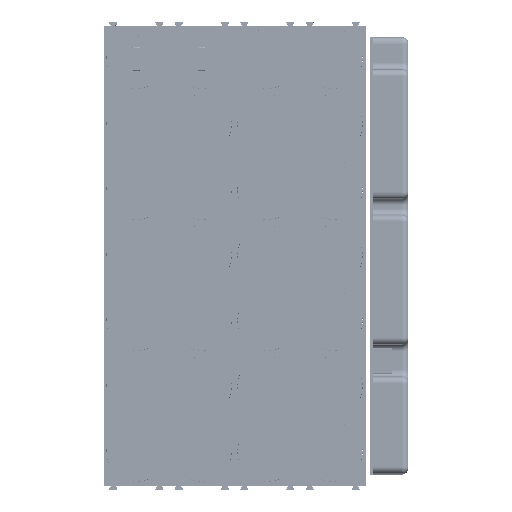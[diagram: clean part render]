
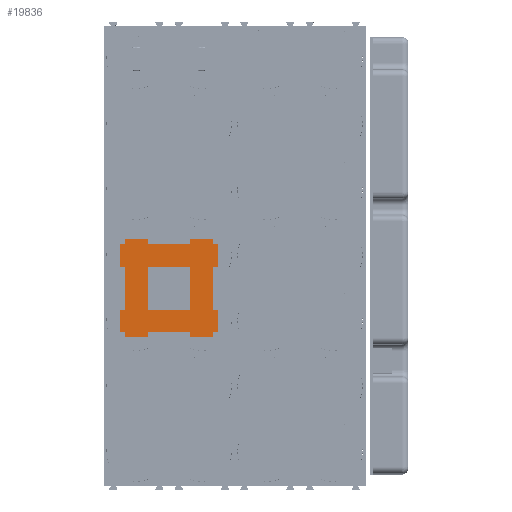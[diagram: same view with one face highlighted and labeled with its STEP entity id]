
A CAD part, top view. The second image highlights one B-rep face of the part: STEP entity #19836.
In plain terms, the highlighted planar face has unit normal (0, 0, 1).
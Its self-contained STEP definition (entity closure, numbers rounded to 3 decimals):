
#908=LINE('',#36583,#1549);
#912=LINE('',#36591,#1553);
#915=LINE('',#36597,#1556);
#918=LINE('',#36604,#1559);
#922=LINE('',#36612,#1563);
#925=LINE('',#36618,#1566);
#928=LINE('',#36624,#1569);
#931=LINE('',#36630,#1572);
#934=LINE('',#36636,#1575);
#937=LINE('',#36642,#1578);
#940=LINE('',#36648,#1581);
#943=LINE('',#36654,#1584);
#946=LINE('',#36660,#1587);
#949=LINE('',#36666,#1590);
#952=LINE('',#36672,#1593);
#955=LINE('',#36678,#1596);
#958=LINE('',#36684,#1599);
#961=LINE('',#36690,#1602);
#964=LINE('',#36696,#1605);
#967=LINE('',#36702,#1608);
#970=LINE('',#36708,#1611);
#973=LINE('',#36714,#1614);
#976=LINE('',#36720,#1617);
#979=LINE('',#36726,#1620);
#982=LINE('',#36732,#1623);
#985=LINE('',#36738,#1626);
#988=LINE('',#36744,#1629);
#991=LINE('',#36750,#1632);
#994=LINE('',#36756,#1635);
#997=LINE('',#36762,#1638);
#999=LINE('',#36765,#1640);
#1001=LINE('',#36768,#1642);
#1549=VECTOR('',#28243,1000.);
#1553=VECTOR('',#28249,1000.);
#1556=VECTOR('',#28254,1000.);
#1559=VECTOR('',#28259,1000.);
#1563=VECTOR('',#28265,1000.);
#1566=VECTOR('',#28270,1000.);
#1569=VECTOR('',#28275,1000.);
#1572=VECTOR('',#28280,1000.);
#1575=VECTOR('',#28285,1000.);
#1578=VECTOR('',#28290,1000.);
#1581=VECTOR('',#28295,1000.);
#1584=VECTOR('',#28300,1000.);
#1587=VECTOR('',#28305,1000.);
#1590=VECTOR('',#28310,1000.);
#1593=VECTOR('',#28315,1000.);
#1596=VECTOR('',#28320,1000.);
#1599=VECTOR('',#28325,1000.);
#1602=VECTOR('',#28330,1000.);
#1605=VECTOR('',#28335,1000.);
#1608=VECTOR('',#28340,1000.);
#1611=VECTOR('',#28345,1000.);
#1614=VECTOR('',#28350,1000.);
#1617=VECTOR('',#28355,1000.);
#1620=VECTOR('',#28360,1000.);
#1623=VECTOR('',#28365,1000.);
#1626=VECTOR('',#28370,1000.);
#1629=VECTOR('',#28375,1000.);
#1632=VECTOR('',#28380,1000.);
#1635=VECTOR('',#28385,1000.);
#1638=VECTOR('',#28390,1000.);
#1640=VECTOR('',#28394,1000.);
#1642=VECTOR('',#28398,1000.);
#15750=PLANE('',#21932);
#16926=ORIENTED_EDGE('',*,*,#17655,.T.);
#16927=ORIENTED_EDGE('',*,*,#17659,.T.);
#16928=ORIENTED_EDGE('',*,*,#17662,.T.);
#16929=ORIENTED_EDGE('',*,*,#17665,.T.);
#16930=ORIENTED_EDGE('',*,*,#17668,.T.);
#16931=ORIENTED_EDGE('',*,*,#17671,.T.);
#16932=ORIENTED_EDGE('',*,*,#17674,.T.);
#16933=ORIENTED_EDGE('',*,*,#17677,.T.);
#16934=ORIENTED_EDGE('',*,*,#17680,.T.);
#16935=ORIENTED_EDGE('',*,*,#17683,.T.);
#16936=ORIENTED_EDGE('',*,*,#17686,.T.);
#16937=ORIENTED_EDGE('',*,*,#17689,.T.);
#16938=ORIENTED_EDGE('',*,*,#17692,.T.);
#16939=ORIENTED_EDGE('',*,*,#17695,.T.);
#16940=ORIENTED_EDGE('',*,*,#17698,.T.);
#16941=ORIENTED_EDGE('',*,*,#17701,.T.);
#16942=ORIENTED_EDGE('',*,*,#17704,.T.);
#16943=ORIENTED_EDGE('',*,*,#17707,.T.);
#16944=ORIENTED_EDGE('',*,*,#17710,.T.);
#16945=ORIENTED_EDGE('',*,*,#17713,.T.);
#16946=ORIENTED_EDGE('',*,*,#17716,.T.);
#16947=ORIENTED_EDGE('',*,*,#17719,.T.);
#16948=ORIENTED_EDGE('',*,*,#17722,.T.);
#16949=ORIENTED_EDGE('',*,*,#17725,.T.);
#16950=ORIENTED_EDGE('',*,*,#17728,.T.);
#16951=ORIENTED_EDGE('',*,*,#17731,.T.);
#16952=ORIENTED_EDGE('',*,*,#17734,.T.);
#16953=ORIENTED_EDGE('',*,*,#17736,.T.);
#16954=ORIENTED_EDGE('',*,*,#17645,.T.);
#16955=ORIENTED_EDGE('',*,*,#17649,.T.);
#16956=ORIENTED_EDGE('',*,*,#17652,.T.);
#16957=ORIENTED_EDGE('',*,*,#17738,.T.);
#17645=EDGE_CURVE('',#18135,#18134,#908,.T.);
#17649=EDGE_CURVE('',#18134,#18137,#912,.T.);
#17652=EDGE_CURVE('',#18137,#18139,#915,.T.);
#17655=EDGE_CURVE('',#18143,#18142,#918,.T.);
#17659=EDGE_CURVE('',#18142,#18145,#922,.T.);
#17662=EDGE_CURVE('',#18145,#18147,#925,.T.);
#17665=EDGE_CURVE('',#18147,#18149,#928,.T.);
#17668=EDGE_CURVE('',#18149,#18151,#931,.T.);
#17671=EDGE_CURVE('',#18151,#18153,#934,.T.);
#17674=EDGE_CURVE('',#18153,#18155,#937,.T.);
#17677=EDGE_CURVE('',#18155,#18157,#940,.T.);
#17680=EDGE_CURVE('',#18157,#18159,#943,.T.);
#17683=EDGE_CURVE('',#18159,#18161,#946,.T.);
#17686=EDGE_CURVE('',#18161,#18163,#949,.T.);
#17689=EDGE_CURVE('',#18163,#18165,#952,.T.);
#17692=EDGE_CURVE('',#18165,#18167,#955,.T.);
#17695=EDGE_CURVE('',#18167,#18169,#958,.T.);
#17698=EDGE_CURVE('',#18169,#18171,#961,.T.);
#17701=EDGE_CURVE('',#18171,#18173,#964,.T.);
#17704=EDGE_CURVE('',#18173,#18175,#967,.T.);
#17707=EDGE_CURVE('',#18175,#18177,#970,.T.);
#17710=EDGE_CURVE('',#18177,#18179,#973,.T.);
#17713=EDGE_CURVE('',#18179,#18181,#976,.T.);
#17716=EDGE_CURVE('',#18181,#18183,#979,.T.);
#17719=EDGE_CURVE('',#18183,#18185,#982,.T.);
#17722=EDGE_CURVE('',#18185,#18187,#985,.T.);
#17725=EDGE_CURVE('',#18187,#18189,#988,.T.);
#17728=EDGE_CURVE('',#18189,#18191,#991,.T.);
#17731=EDGE_CURVE('',#18191,#18193,#994,.T.);
#17734=EDGE_CURVE('',#18193,#18195,#997,.T.);
#17736=EDGE_CURVE('',#18195,#18143,#999,.T.);
#17738=EDGE_CURVE('',#18139,#18135,#1001,.T.);
#18134=VERTEX_POINT('',#36582);
#18135=VERTEX_POINT('',#36584);
#18137=VERTEX_POINT('',#36590);
#18139=VERTEX_POINT('',#36596);
#18142=VERTEX_POINT('',#36603);
#18143=VERTEX_POINT('',#36605);
#18145=VERTEX_POINT('',#36611);
#18147=VERTEX_POINT('',#36617);
#18149=VERTEX_POINT('',#36623);
#18151=VERTEX_POINT('',#36629);
#18153=VERTEX_POINT('',#36635);
#18155=VERTEX_POINT('',#36641);
#18157=VERTEX_POINT('',#36647);
#18159=VERTEX_POINT('',#36653);
#18161=VERTEX_POINT('',#36659);
#18163=VERTEX_POINT('',#36665);
#18165=VERTEX_POINT('',#36671);
#18167=VERTEX_POINT('',#36677);
#18169=VERTEX_POINT('',#36683);
#18171=VERTEX_POINT('',#36689);
#18173=VERTEX_POINT('',#36695);
#18175=VERTEX_POINT('',#36701);
#18177=VERTEX_POINT('',#36707);
#18179=VERTEX_POINT('',#36713);
#18181=VERTEX_POINT('',#36719);
#18183=VERTEX_POINT('',#36725);
#18185=VERTEX_POINT('',#36731);
#18187=VERTEX_POINT('',#36737);
#18189=VERTEX_POINT('',#36743);
#18191=VERTEX_POINT('',#36749);
#18193=VERTEX_POINT('',#36755);
#18195=VERTEX_POINT('',#36761);
#18692=EDGE_LOOP('',(#16926,#16927,#16928,#16929,#16930,#16931,#16932,#16933,
#16934,#16935,#16936,#16937,#16938,#16939,#16940,#16941,#16942,#16943,#16944,
#16945,#16946,#16947,#16948,#16949,#16950,#16951,#16952,#16953));
#18693=EDGE_LOOP('',(#16954,#16955,#16956,#16957));
#19000=FACE_BOUND('',#18692,.T.);
#19001=FACE_BOUND('',#18693,.T.);
#19836=ADVANCED_FACE('',(#19000,#19001),#15750,.F.);
#21932=AXIS2_PLACEMENT_3D('',#36769,#28399,#28400);
#28243=DIRECTION('',(0.,1.,0.));
#28249=DIRECTION('',(1.,0.,0.));
#28254=DIRECTION('',(0.,-1.,0.));
#28259=DIRECTION('',(0.,1.,0.));
#28265=DIRECTION('',(1.,0.,0.));
#28270=DIRECTION('',(0.,1.,0.));
#28275=DIRECTION('',(-1.,0.,0.));
#28280=DIRECTION('',(0.,1.,0.));
#28285=DIRECTION('',(1.,0.,0.));
#28290=DIRECTION('',(0.,1.,0.));
#28295=DIRECTION('',(-1.,0.,0.));
#28300=DIRECTION('',(0.,1.,0.));
#28305=DIRECTION('',(-1.,0.,0.));
#28310=DIRECTION('',(0.,-1.,0.));
#28315=DIRECTION('',(-1.,0.,0.));
#28320=DIRECTION('',(0.,1.,0.));
#28325=DIRECTION('',(-1.,0.,0.));
#28330=DIRECTION('',(0.,-1.,0.));
#28335=DIRECTION('',(-1.,0.,0.));
#28340=DIRECTION('',(0.,-1.,0.));
#28345=DIRECTION('',(1.,0.,0.));
#28350=DIRECTION('',(0.,-1.,0.));
#28355=DIRECTION('',(-1.,0.,0.));
#28360=DIRECTION('',(0.,-1.,0.));
#28365=DIRECTION('',(1.,0.,0.));
#28370=DIRECTION('',(0.,-1.,0.));
#28375=DIRECTION('',(1.,0.,0.));
#28380=DIRECTION('',(0.,1.,0.));
#28385=DIRECTION('',(1.,0.,0.));
#28390=DIRECTION('',(0.,-1.,0.));
#28394=DIRECTION('',(1.,0.,0.));
#28398=DIRECTION('',(-1.,0.,0.));
#28399=DIRECTION('',(0.,0.,-1.));
#28400=DIRECTION('',(-1.,0.,0.));
#36582=CARTESIAN_POINT('',(8.5,0.,0.2));
#36583=CARTESIAN_POINT('',(8.5,-13.25,0.2));
#36584=CARTESIAN_POINT('',(8.5,-13.25,0.2));
#36590=CARTESIAN_POINT('',(21.75,0.,0.2));
#36591=CARTESIAN_POINT('',(8.5,0.,0.2));
#36596=CARTESIAN_POINT('',(21.75,-13.25,0.2));
#36597=CARTESIAN_POINT('',(21.75,0.,0.2));
#36603=CARTESIAN_POINT('',(28.75,-20.25,0.2));
#36604=CARTESIAN_POINT('',(28.75,-21.75,0.2));
#36605=CARTESIAN_POINT('',(28.75,-21.75,0.2));
#36611=CARTESIAN_POINT('',(30.25,-20.25,0.2));
#36612=CARTESIAN_POINT('',(28.75,-20.25,0.2));
#36617=CARTESIAN_POINT('',(30.25,-13.25,0.2));
#36618=CARTESIAN_POINT('',(30.25,-20.25,0.2));
#36623=CARTESIAN_POINT('',(28.75,-13.25,0.2));
#36624=CARTESIAN_POINT('',(30.25,-13.25,0.2));
#36629=CARTESIAN_POINT('',(28.75,0.,0.2));
#36630=CARTESIAN_POINT('',(28.75,-13.25,0.2));
#36635=CARTESIAN_POINT('',(30.25,0.,0.2));
#36636=CARTESIAN_POINT('',(28.75,0.,0.2));
#36641=CARTESIAN_POINT('',(30.25,7.,0.2));
#36642=CARTESIAN_POINT('',(30.25,0.,0.2));
#36647=CARTESIAN_POINT('',(28.75,7.,0.2));
#36648=CARTESIAN_POINT('',(30.25,7.,0.2));
#36653=CARTESIAN_POINT('',(28.75,8.5,0.2));
#36654=CARTESIAN_POINT('',(28.75,7.,0.2));
#36659=CARTESIAN_POINT('',(21.75,8.5,0.2));
#36660=CARTESIAN_POINT('',(28.75,8.5,0.2));
#36665=CARTESIAN_POINT('',(21.75,7.,0.2));
#36666=CARTESIAN_POINT('',(21.75,8.5,0.2));
#36671=CARTESIAN_POINT('',(8.5,7.,0.2));
#36672=CARTESIAN_POINT('',(21.75,7.,0.2));
#36677=CARTESIAN_POINT('',(8.5,8.5,0.2));
#36678=CARTESIAN_POINT('',(8.5,7.,0.2));
#36683=CARTESIAN_POINT('',(1.5,8.5,0.2));
#36684=CARTESIAN_POINT('',(8.5,8.5,0.2));
#36689=CARTESIAN_POINT('',(1.5,7.,0.2));
#36690=CARTESIAN_POINT('',(1.5,8.5,0.2));
#36695=CARTESIAN_POINT('',(0.,7.,0.2));
#36696=CARTESIAN_POINT('',(1.5,7.,0.2));
#36701=CARTESIAN_POINT('',(0.,0.,0.2));
#36702=CARTESIAN_POINT('',(0.,7.,0.2));
#36707=CARTESIAN_POINT('',(1.5,0.,0.2));
#36708=CARTESIAN_POINT('',(0.,0.,0.2));
#36713=CARTESIAN_POINT('',(1.5,-13.25,0.2));
#36714=CARTESIAN_POINT('',(1.5,0.,0.2));
#36719=CARTESIAN_POINT('',(0.,-13.25,0.2));
#36720=CARTESIAN_POINT('',(1.5,-13.25,0.2));
#36725=CARTESIAN_POINT('',(0.,-20.25,0.2));
#36726=CARTESIAN_POINT('',(0.,-13.25,0.2));
#36731=CARTESIAN_POINT('',(1.5,-20.25,0.2));
#36732=CARTESIAN_POINT('',(0.,-20.25,0.2));
#36737=CARTESIAN_POINT('',(1.5,-21.75,0.2));
#36738=CARTESIAN_POINT('',(1.5,-20.25,0.2));
#36743=CARTESIAN_POINT('',(8.5,-21.75,0.2));
#36744=CARTESIAN_POINT('',(1.5,-21.75,0.2));
#36749=CARTESIAN_POINT('',(8.5,-20.25,0.2));
#36750=CARTESIAN_POINT('',(8.5,-21.75,0.2));
#36755=CARTESIAN_POINT('',(21.75,-20.25,0.2));
#36756=CARTESIAN_POINT('',(8.5,-20.25,0.2));
#36761=CARTESIAN_POINT('',(21.75,-21.75,0.2));
#36762=CARTESIAN_POINT('',(21.75,-20.25,0.2));
#36765=CARTESIAN_POINT('',(21.75,-21.75,0.2));
#36768=CARTESIAN_POINT('',(21.75,-13.25,0.2));
#36769=CARTESIAN_POINT('',(0.,0.,0.2));
